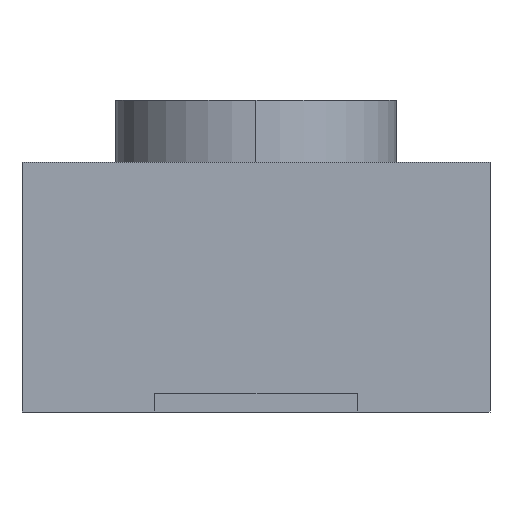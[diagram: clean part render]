
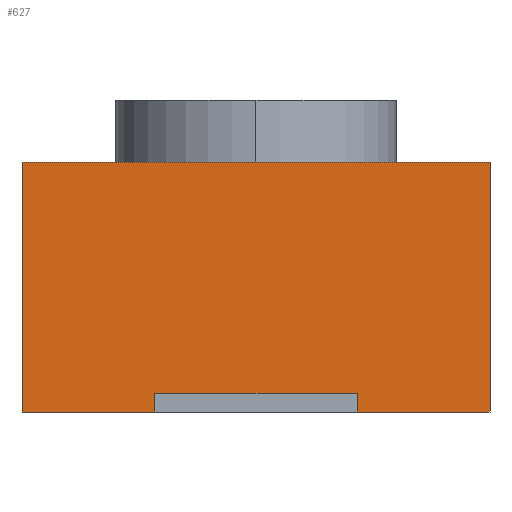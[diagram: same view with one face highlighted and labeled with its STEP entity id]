
A CAD part, left-side view. The second image highlights one B-rep face of the part: STEP entity #627.
In plain terms, the highlighted planar face has unit normal (-1, 0, 0).
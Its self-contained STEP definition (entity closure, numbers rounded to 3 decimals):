
#54 = LINE ( 'NONE', #345, #253 ) ;
#62 = EDGE_CURVE ( 'NONE', #629, #256, #100, .T. ) ;
#71 = VERTEX_POINT ( 'NONE', #166 ) ;
#81 = EDGE_CURVE ( 'NONE', #368, #82, #422, .T. ) ;
#82 = VERTEX_POINT ( 'NONE', #653 ) ;
#84 = CARTESIAN_POINT ( 'NONE',  ( -2., 0.65, 0.12 ) ) ;
#91 = FACE_OUTER_BOUND ( 'NONE', #554, .T. ) ;
#100 = LINE ( 'NONE', #170, #364 ) ;
#142 = VECTOR ( 'NONE', #611, 1000. ) ;
#155 = LINE ( 'NONE', #425, #628 ) ;
#159 = CARTESIAN_POINT ( 'NONE',  ( -2., 1.5, 0. ) ) ;
#166 = CARTESIAN_POINT ( 'NONE',  ( -2., 0.65, 0.12 ) ) ;
#170 = CARTESIAN_POINT ( 'NONE',  ( -2., 1.5, 0. ) ) ;
#172 = CARTESIAN_POINT ( 'NONE',  ( -2., 0.65, 0.12 ) ) ;
#178 = CARTESIAN_POINT ( 'NONE',  ( -2., -0.65, 0.12 ) ) ;
#189 = VERTEX_POINT ( 'NONE', #667 ) ;
#199 = VERTEX_POINT ( 'NONE', #486 ) ;
#224 = PLANE ( 'NONE',  #242 ) ;
#242 = AXIS2_PLACEMENT_3D ( 'NONE', #466, #389, #718 ) ;
#250 = ORIENTED_EDGE ( 'NONE', *, *, #81, .T. ) ;
#252 = VECTOR ( 'NONE', #601, 1000. ) ;
#253 = VECTOR ( 'NONE', #357, 1000. ) ;
#256 = VERTEX_POINT ( 'NONE', #334 ) ;
#297 = LINE ( 'NONE', #613, #252 ) ;
#304 = ORIENTED_EDGE ( 'NONE', *, *, #556, .T. ) ;
#334 = CARTESIAN_POINT ( 'NONE',  ( -2., -1.5, 0. ) ) ;
#345 = CARTESIAN_POINT ( 'NONE',  ( -2., 1.5, 1.6 ) ) ;
#352 = LINE ( 'NONE', #178, #400 ) ;
#357 = DIRECTION ( 'NONE',  ( 0., -1., 0. ) ) ;
#364 = VECTOR ( 'NONE', #777, 1000. ) ;
#368 = VERTEX_POINT ( 'NONE', #159 ) ;
#389 = DIRECTION ( 'NONE',  ( 1., 0., 0. ) ) ;
#400 = VECTOR ( 'NONE', #536, 1000. ) ;
#411 = DIRECTION ( 'NONE',  ( 0., -1., 0. ) ) ;
#422 = LINE ( 'NONE', #788, #784 ) ;
#425 = CARTESIAN_POINT ( 'NONE',  ( -2., -1.5, 1.6 ) ) ;
#466 = CARTESIAN_POINT ( 'NONE',  ( -2., 1.5, 1.6 ) ) ;
#486 = CARTESIAN_POINT ( 'NONE',  ( -2., 1.5, 1.6 ) ) ;
#518 = ORIENTED_EDGE ( 'NONE', *, *, #574, .F. ) ;
#524 = VERTEX_POINT ( 'NONE', #646 ) ;
#536 = DIRECTION ( 'NONE',  ( 0., 0., -1. ) ) ;
#549 = EDGE_CURVE ( 'NONE', #189, #71, #763, .T. ) ;
#550 = ORIENTED_EDGE ( 'NONE', *, *, #639, .F. ) ;
#554 = EDGE_LOOP ( 'NONE', ( #550, #624, #304, #623, #617, #518, #566, #250 ) ) ;
#556 = EDGE_CURVE ( 'NONE', #189, #629, #352, .T. ) ;
#566 = ORIENTED_EDGE ( 'NONE', *, *, #719, .T. ) ;
#568 = DIRECTION ( 'NONE',  ( 0., 0., -1. ) ) ;
#574 = EDGE_CURVE ( 'NONE', #199, #524, #54, .T. ) ;
#595 = VECTOR ( 'NONE', #568, 1000. ) ;
#601 = DIRECTION ( 'NONE',  ( 0., 0., -1. ) ) ;
#611 = DIRECTION ( 'NONE',  ( 0., 1., 0. ) ) ;
#613 = CARTESIAN_POINT ( 'NONE',  ( -2., 1.5, 1.6 ) ) ;
#617 = ORIENTED_EDGE ( 'NONE', *, *, #679, .F. ) ;
#623 = ORIENTED_EDGE ( 'NONE', *, *, #62, .T. ) ;
#624 = ORIENTED_EDGE ( 'NONE', *, *, #549, .F. ) ;
#627 = ADVANCED_FACE ( 'NONE', ( #91 ), #224, .F. ) ;
#628 = VECTOR ( 'NONE', #794, 1000. ) ;
#629 = VERTEX_POINT ( 'NONE', #654 ) ;
#637 = LINE ( 'NONE', #84, #595 ) ;
#639 = EDGE_CURVE ( 'NONE', #71, #82, #637, .T. ) ;
#646 = CARTESIAN_POINT ( 'NONE',  ( -2., -1.5, 1.6 ) ) ;
#653 = CARTESIAN_POINT ( 'NONE',  ( -2., 0.65, 0. ) ) ;
#654 = CARTESIAN_POINT ( 'NONE',  ( -2., -0.65, 0. ) ) ;
#667 = CARTESIAN_POINT ( 'NONE',  ( -2., -0.65, 0.12 ) ) ;
#679 = EDGE_CURVE ( 'NONE', #524, #256, #155, .T. ) ;
#718 = DIRECTION ( 'NONE',  ( 0., 0., -1. ) ) ;
#719 = EDGE_CURVE ( 'NONE', #199, #368, #297, .T. ) ;
#763 = LINE ( 'NONE', #172, #142 ) ;
#777 = DIRECTION ( 'NONE',  ( 0., -1., 0. ) ) ;
#784 = VECTOR ( 'NONE', #411, 1000. ) ;
#788 = CARTESIAN_POINT ( 'NONE',  ( -2., 1.5, 0. ) ) ;
#794 = DIRECTION ( 'NONE',  ( 0., 0., -1. ) ) ;
